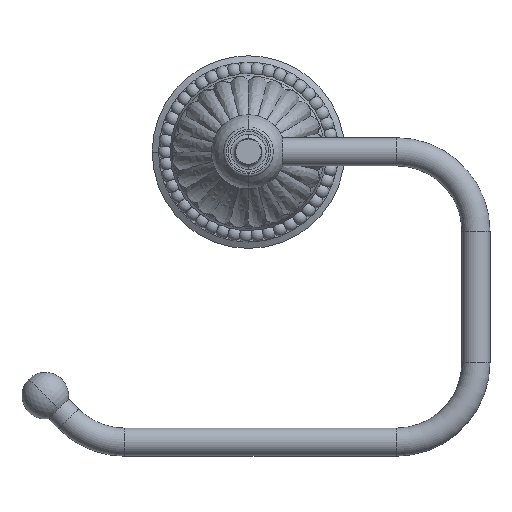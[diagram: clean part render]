
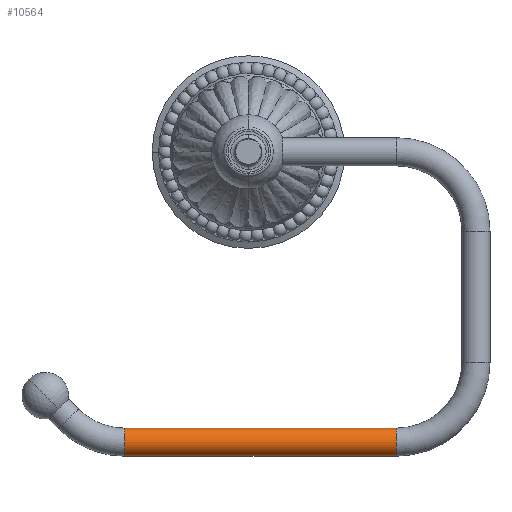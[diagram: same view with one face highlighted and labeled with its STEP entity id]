
A CAD part, top view. The second image highlights one B-rep face of the part: STEP entity #10564.
In plain terms, the highlighted cylindrical face has radius 4.763 mm (diameter 9.525 mm), a partial arc.
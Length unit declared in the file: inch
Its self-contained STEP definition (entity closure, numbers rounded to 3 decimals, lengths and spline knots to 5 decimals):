
#10258=DIRECTION('',(-1.,0.,0.));
#10259=VECTOR('',#10258,3.625);
#10260=CARTESIAN_POINT('',(1.973,-3.6875,2.55849));
#10261=LINE('',#10260,#10259);
#10262=CARTESIAN_POINT('',(1.973,-3.875,2.55849));
#10263=DIRECTION('',(-1.,0.,0.));
#10264=DIRECTION('',(0.,-1.,0.));
#10265=AXIS2_PLACEMENT_3D('',#10262,#10263,#10264);
#10267=DIRECTION('',(-1.,0.,0.));
#10268=VECTOR('',#10267,3.625);
#10269=CARTESIAN_POINT('',(1.973,-4.0625,2.55849));
#10270=LINE('',#10269,#10268);
#10271=CARTESIAN_POINT('',(-1.652,-3.875,2.55849));
#10272=DIRECTION('',(-1.,0.,0.));
#10273=DIRECTION('',(0.,-1.,0.));
#10274=AXIS2_PLACEMENT_3D('',#10271,#10272,#10273);
#10361=CARTESIAN_POINT('',(1.973,-3.6875,2.55849));
#10362=CARTESIAN_POINT('',(1.973,-4.0625,2.55849));
#10363=VERTEX_POINT('',#10361);
#10364=VERTEX_POINT('',#10362);
#10365=CARTESIAN_POINT('',(-1.652,-3.6875,2.55849));
#10366=CARTESIAN_POINT('',(-1.652,-4.0625,2.55849));
#10367=VERTEX_POINT('',#10365);
#10368=VERTEX_POINT('',#10366);
#10552=CARTESIAN_POINT('',(1.973,-3.875,2.55849));
#10553=DIRECTION('',(-1.,0.,0.));
#10554=DIRECTION('',(0.,1.,0.));
#10555=AXIS2_PLACEMENT_3D('',#10552,#10553,#10554);
#10556=CYLINDRICAL_SURFACE('',#10555,0.1875);
#10557=ORIENTED_EDGE('',*,*,#10517,.F.);
#10558=ORIENTED_EDGE('',*,*,#10547,.T.);
#10560=ORIENTED_EDGE('',*,*,#10559,.T.);
#10561=ORIENTED_EDGE('',*,*,#10543,.F.);
#10562=EDGE_LOOP('',(#10557,#10558,#10560,#10561));
#10563=FACE_OUTER_BOUND('',#10562,.F.);
#10564=ADVANCED_FACE('',(#10563),#10556,.T.);
#10266=CIRCLE('',#10265,0.1875);
#10275=CIRCLE('',#10274,0.1875);
#10517=EDGE_CURVE('',#10364,#10363,#10266,.T.);
#10543=EDGE_CURVE('',#10363,#10367,#10261,.T.);
#10547=EDGE_CURVE('',#10364,#10368,#10270,.T.);
#10559=EDGE_CURVE('',#10368,#10367,#10275,.T.);
